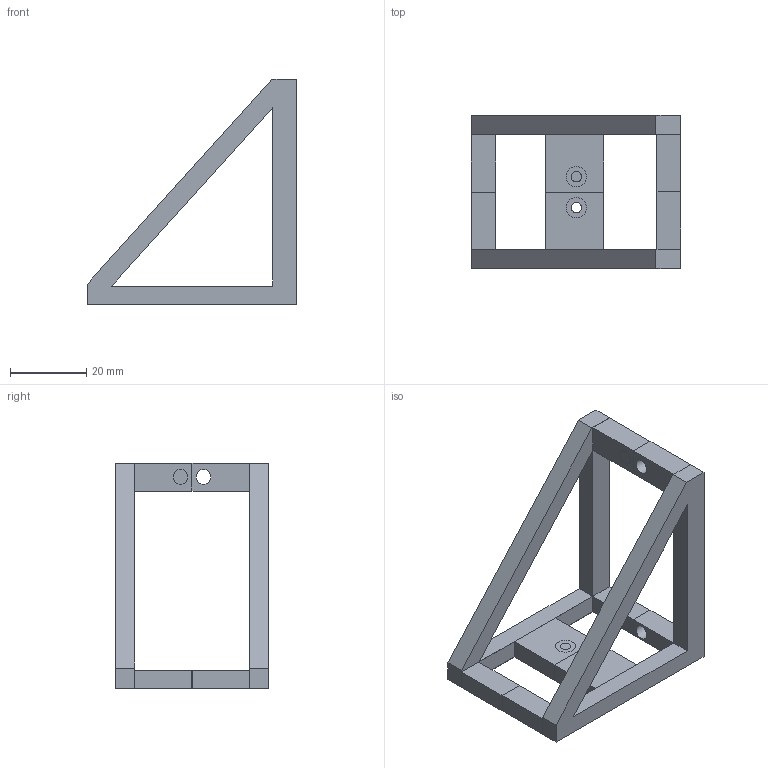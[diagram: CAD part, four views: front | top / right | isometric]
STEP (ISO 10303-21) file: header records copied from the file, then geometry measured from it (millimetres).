
FILE_DESCRIPTION(('FreeCAD Model'),'2;1');
FILE_NAME('test_mount.step', '2015-11-21T21:33:50',('Author'),(''), 'Open CASCADE STEP processor 6.8','FreeCAD','Unknown');
FILE_SCHEMA(('AUTOMOTIVE_DESIGN_CC2 { 1 2 10303 214 -1 1 5 4 }'));
Length unit declared in the file: millimetre
Products named in the file (11): Sketch; Pocket; Pad001; Sketch003; Pocket001; Sketch001; Pocket002; Sketch004; Pad; Sketch002; Pocket002_(Mirror_#1)
Bounding box: 54.76 x 40 x 59.04 mm (x, y, z)
Volume: 41472.3 mm3; surface area: 30841.5 mm2
Topology: 6 solids, 6 shells, 190 faces, 461 edges, 304 vertices
Faces by surface type: plane 177, cylinder 13
Full cylindrical faces by diameter (mm): 2.699 x3, 3.893 x8, 5.315 x2
Entity records: 11289 total; most frequent: CARTESIAN_POINT 1920, DIRECTION 1710, LINE 1255, VECTOR 1255, ORIENTED_EDGE 866, PCURVE 866, DEFINITIONAL_REPRESENTATION 866, EDGE_CURVE 433
